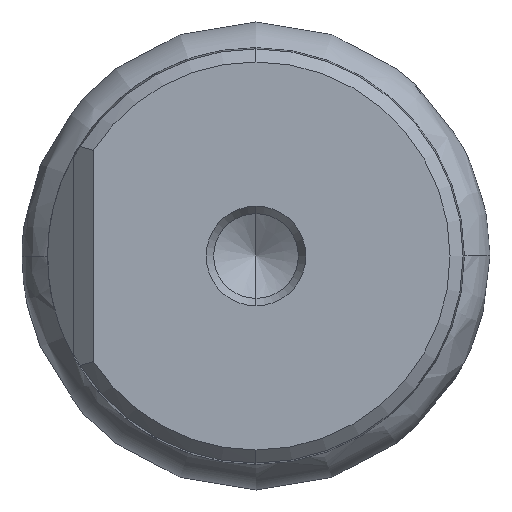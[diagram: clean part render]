
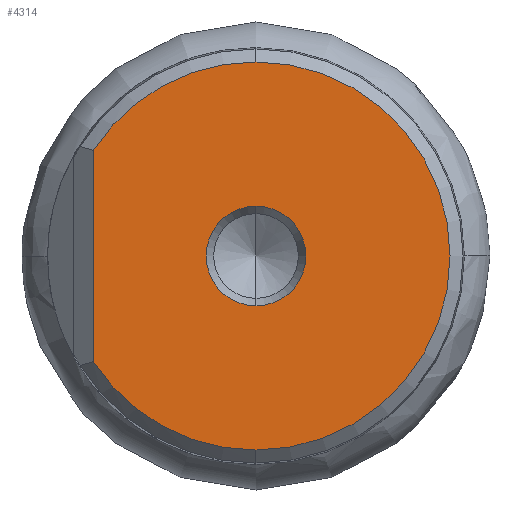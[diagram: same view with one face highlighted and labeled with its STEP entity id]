
A CAD part, left-side view. The second image highlights one B-rep face of the part: STEP entity #4314.
In plain terms, the highlighted planar face has unit normal (-1, 0, 0).
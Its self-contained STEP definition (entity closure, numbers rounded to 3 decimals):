
#52 = FACE_BOUND ( 'NONE', #1145, .T. ) ;
#147 = CARTESIAN_POINT ( 'NONE',  ( -98.75, 12.5, 8.109 ) ) ;
#387 = VERTEX_POINT ( 'NONE', #3224 ) ;
#421 = CARTESIAN_POINT ( 'NONE',  ( -98.75, 0., 0. ) ) ;
#536 = DIRECTION ( 'NONE',  ( 1., 0., 0. ) ) ;
#691 = EDGE_CURVE ( 'NONE', #4614, #3108, #3228, .T. ) ;
#837 = PLANE ( 'NONE',  #5506 ) ;
#882 = DIRECTION ( 'NONE',  ( 0., 0., -1. ) ) ;
#915 = CIRCLE ( 'NONE', #4349, 14.9 ) ;
#1123 = ORIENTED_EDGE ( 'NONE', *, *, #2973, .F. ) ;
#1145 = EDGE_LOOP ( 'NONE', ( #5052, #3424 ) ) ;
#1227 = EDGE_CURVE ( 'NONE', #3108, #4165, #915, .T. ) ;
#1709 = DIRECTION ( 'NONE',  ( 0., 0., -1. ) ) ;
#1857 = CIRCLE ( 'NONE', #2468, 14.9 ) ;
#1924 = DIRECTION ( 'NONE',  ( 0., 0., -1. ) ) ;
#2151 = DIRECTION ( 'NONE',  ( 0., 0., 1. ) ) ;
#2176 = ORIENTED_EDGE ( 'NONE', *, *, #4016, .F. ) ;
#2468 = AXIS2_PLACEMENT_3D ( 'NONE', #421, #3647, #882 ) ;
#2539 = ORIENTED_EDGE ( 'NONE', *, *, #691, .F. ) ;
#2597 = FACE_OUTER_BOUND ( 'NONE', #5222, .T. ) ;
#2657 = CIRCLE ( 'NONE', #2684, 3.827 ) ;
#2684 = AXIS2_PLACEMENT_3D ( 'NONE', #3338, #3772, #5714 ) ;
#2973 = EDGE_CURVE ( 'NONE', #4165, #4412, #3002, .T. ) ;
#3002 = CIRCLE ( 'NONE', #3021, 14.9 ) ;
#3021 = AXIS2_PLACEMENT_3D ( 'NONE', #5260, #536, #1924 ) ;
#3059 = EDGE_CURVE ( 'NONE', #3742, #387, #2657, .T. ) ;
#3097 = DIRECTION ( 'NONE',  ( -1., 0., 0. ) ) ;
#3108 = VERTEX_POINT ( 'NONE', #147 ) ;
#3113 = DIRECTION ( 'NONE',  ( 0., 0., 1. ) ) ;
#3130 = CARTESIAN_POINT ( 'NONE',  ( -98.75, 12.5, -25. ) ) ;
#3224 = CARTESIAN_POINT ( 'NONE',  ( -98.75, 0., -3.827 ) ) ;
#3228 = LINE ( 'NONE', #3130, #5319 ) ;
#3338 = CARTESIAN_POINT ( 'NONE',  ( -98.75, 0., 0. ) ) ;
#3424 = ORIENTED_EDGE ( 'NONE', *, *, #5403, .T. ) ;
#3508 = CARTESIAN_POINT ( 'NONE',  ( -98.75, 0., 0. ) ) ;
#3647 = DIRECTION ( 'NONE',  ( 1., 0., 0. ) ) ;
#3722 = CARTESIAN_POINT ( 'NONE',  ( -98.75, 0., 14.9 ) ) ;
#3742 = VERTEX_POINT ( 'NONE', #4322 ) ;
#3772 = DIRECTION ( 'NONE',  ( 1., 0., 0. ) ) ;
#4016 = EDGE_CURVE ( 'NONE', #4412, #4614, #1857, .T. ) ;
#4068 = CARTESIAN_POINT ( 'NONE',  ( -98.75, 14.9, 0. ) ) ;
#4106 = CIRCLE ( 'NONE', #5472, 3.827 ) ;
#4165 = VERTEX_POINT ( 'NONE', #3722 ) ;
#4314 = ADVANCED_FACE ( 'NONE', ( #2597, #52 ), #837, .T. ) ;
#4322 = CARTESIAN_POINT ( 'NONE',  ( -98.75, 0., 3.827 ) ) ;
#4349 = AXIS2_PLACEMENT_3D ( 'NONE', #3508, #5447, #1709 ) ;
#4412 = VERTEX_POINT ( 'NONE', #5439 ) ;
#4465 = ORIENTED_EDGE ( 'NONE', *, *, #1227, .F. ) ;
#4614 = VERTEX_POINT ( 'NONE', #4771 ) ;
#4677 = CARTESIAN_POINT ( 'NONE',  ( -98.75, 0., 0. ) ) ;
#4771 = CARTESIAN_POINT ( 'NONE',  ( -98.75, 12.5, -8.109 ) ) ;
#5052 = ORIENTED_EDGE ( 'NONE', *, *, #3059, .T. ) ;
#5130 = DIRECTION ( 'NONE',  ( 0., 0., -1. ) ) ;
#5150 = DIRECTION ( 'NONE',  ( 1., 0., 0. ) ) ;
#5222 = EDGE_LOOP ( 'NONE', ( #2539, #2176, #1123, #4465 ) ) ;
#5260 = CARTESIAN_POINT ( 'NONE',  ( -98.75, 0., 0. ) ) ;
#5319 = VECTOR ( 'NONE', #3113, 1000. ) ;
#5403 = EDGE_CURVE ( 'NONE', #387, #3742, #4106, .T. ) ;
#5439 = CARTESIAN_POINT ( 'NONE',  ( -98.75, 0., -14.9 ) ) ;
#5447 = DIRECTION ( 'NONE',  ( 1., 0., 0. ) ) ;
#5472 = AXIS2_PLACEMENT_3D ( 'NONE', #4677, #5150, #5130 ) ;
#5506 = AXIS2_PLACEMENT_3D ( 'NONE', #4068, #3097, #2151 ) ;
#5714 = DIRECTION ( 'NONE',  ( 0., 0., -1. ) ) ;
